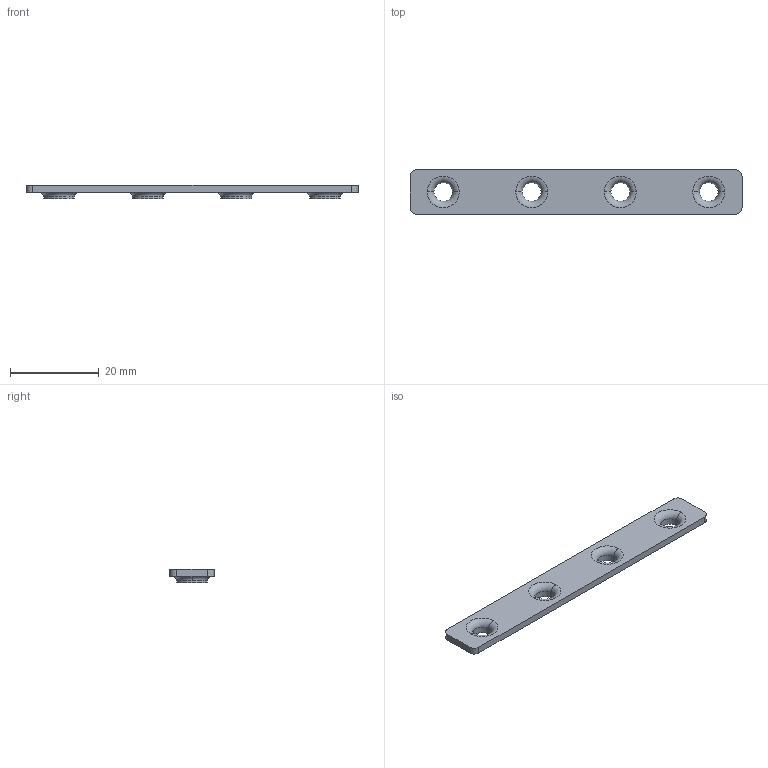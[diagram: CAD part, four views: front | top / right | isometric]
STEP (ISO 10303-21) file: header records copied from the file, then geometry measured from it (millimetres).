
FILE_DESCRIPTION (( 'STEP AP214' ), '1' );
FILE_NAME ('A373 Âíóòðåííèé ëèíåéíûé ñîåäèíèòåëü, ïàç 6.STEP', '2020-05-18T11:50:41', ( '' ), ( '' ), 'SwSTEP 2.0', 'SolidWorks 2020', '' );
FILE_SCHEMA (( 'AUTOMOTIVE_DESIGN' ));
Length unit declared in the file: millimetre
Products named in the file (1): A373 Âíóòðåííèé ëèíåéíûé ñîåäèíèòåëü, ïàç 6
Bounding box: 75 x 10 x 3 mm (x, y, z)
Volume: 1230.3 mm3; surface area: 1867.5 mm2
Topology: 1 solids, 1 shells, 46 faces, 104 edges, 64 vertices
Faces by surface type: cylinder 20, torus 16, plane 10
Entity records: 1450 total; most frequent: DIRECTION 270, CARTESIAN_POINT 215, ORIENTED_EDGE 208, AXIS2_PLACEMENT_3D 119, EDGE_CURVE 104, CIRCLE 72, VERTEX_POINT 64, EDGE_LOOP 58
